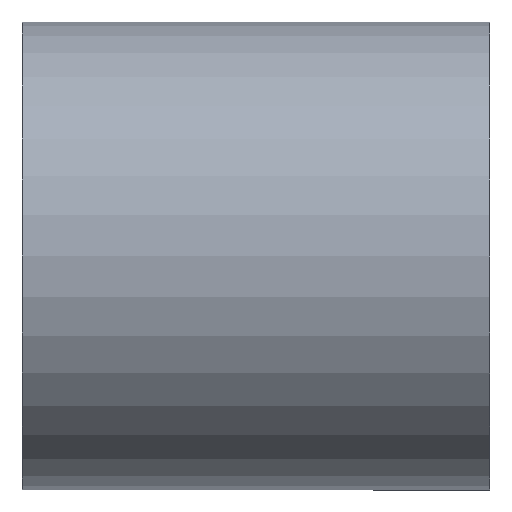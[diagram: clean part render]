
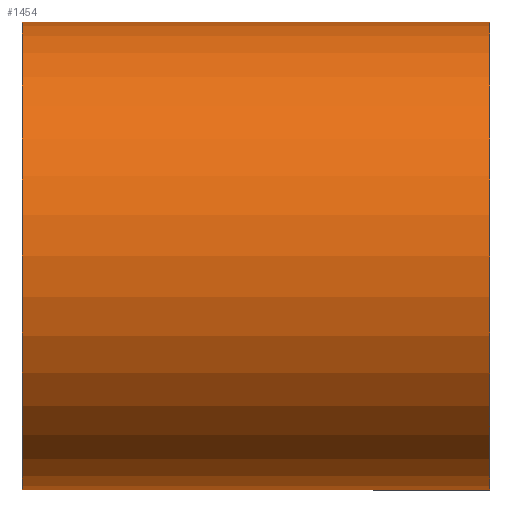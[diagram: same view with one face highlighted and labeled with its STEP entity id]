
A CAD part, left-side view. The second image highlights one B-rep face of the part: STEP entity #1454.
In plain terms, the highlighted cylindrical face has radius 5 mm (diameter 10 mm), a partial arc.
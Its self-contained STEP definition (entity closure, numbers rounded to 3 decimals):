
#64=CYLINDRICAL_SURFACE('',#1580,5.);
#104=FACE_OUTER_BOUND('',#178,.T.);
#178=EDGE_LOOP('',(#1075,#1076,#1077,#1078));
#263=CIRCLE('',#1581,5.);
#264=CIRCLE('',#1582,5.);
#356=LINE('',#2322,#502);
#357=LINE('',#2326,#503);
#502=VECTOR('',#1855,10.);
#503=VECTOR('',#1858,10.);
#659=VERTEX_POINT('',#2320);
#660=VERTEX_POINT('',#2321);
#661=VERTEX_POINT('',#2323);
#662=VERTEX_POINT('',#2325);
#824=EDGE_CURVE('',#659,#660,#356,.T.);
#825=EDGE_CURVE('',#661,#659,#263,.T.);
#826=EDGE_CURVE('',#662,#661,#357,.T.);
#827=EDGE_CURVE('',#660,#662,#264,.T.);
#1075=ORIENTED_EDGE('',*,*,#824,.F.);
#1076=ORIENTED_EDGE('',*,*,#825,.F.);
#1077=ORIENTED_EDGE('',*,*,#826,.F.);
#1078=ORIENTED_EDGE('',*,*,#827,.F.);
#1454=ADVANCED_FACE('',(#104),#64,.T.);
#1580=AXIS2_PLACEMENT_3D('',#2319,#1853,#1854);
#1581=AXIS2_PLACEMENT_3D('',#2324,#1856,#1857);
#1582=AXIS2_PLACEMENT_3D('',#2327,#1859,#1860);
#1853=DIRECTION('center_axis',(0.,1.,0.));
#1854=DIRECTION('ref_axis',(0.,0.,
-1.));
#1855=DIRECTION('',(0.,-1.,0.));
#1856=DIRECTION('center_axis',(0.,1.,0.));
#1857=DIRECTION('ref_axis',(0.,0.,
-1.));
#1858=DIRECTION('',(0.,1.,0.));
#1859=DIRECTION('center_axis',(0.,-1.,0.));
#1860=DIRECTION('ref_axis',(-1.,0.,0.));
#2319=CARTESIAN_POINT('Origin',(13.907,19.955,4.592));
#2320=CARTESIAN_POINT('',(13.907,24.955,9.592));
#2321=CARTESIAN_POINT('',(13.907,14.955,9.592));
#2322=CARTESIAN_POINT('',(13.907,19.955,9.592));
#2323=CARTESIAN_POINT('',(13.907,24.955,-0.408));
#2324=CARTESIAN_POINT('Origin',(13.907,24.955,4.592));
#2325=CARTESIAN_POINT('',(13.907,14.955,-0.408));
#2326=CARTESIAN_POINT('',(13.907,19.955,-0.408));
#2327=CARTESIAN_POINT('Origin',(13.907,14.955,4.592));
